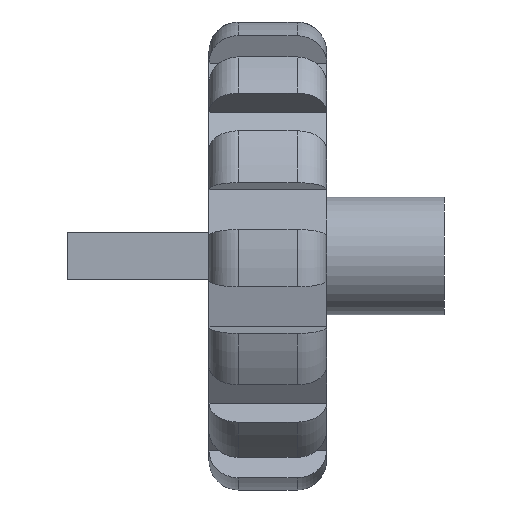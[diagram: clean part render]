
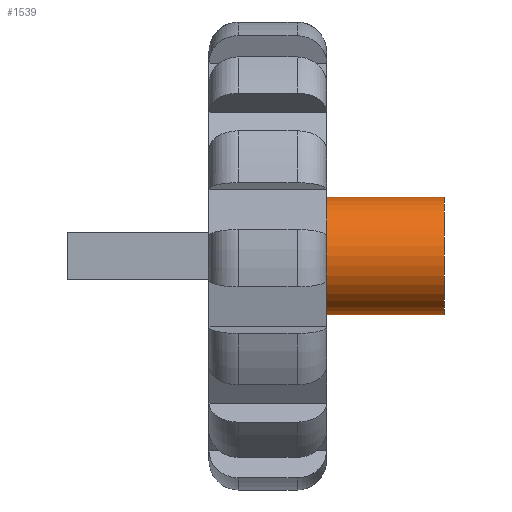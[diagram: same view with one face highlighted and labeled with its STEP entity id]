
A CAD part, left-side view. The second image highlights one B-rep face of the part: STEP entity #1539.
In plain terms, the highlighted cylindrical face has radius 1 mm (diameter 2 mm), a partial arc.
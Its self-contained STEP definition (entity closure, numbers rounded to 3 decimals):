
#9 = AXIS2_PLACEMENT_3D ( 'NONE', #1397, #2834, #3113 ) ;
#86 = CARTESIAN_POINT ( 'NONE',  ( -15.237, 0., 0.6 ) ) ;
#318 = AXIS2_PLACEMENT_3D ( 'NONE', #1786, #3076, #1845 ) ;
#438 = VERTEX_POINT ( 'NONE', #2758 ) ;
#584 = LINE ( 'NONE', #2695, #1694 ) ;
#653 = EDGE_LOOP ( 'NONE', ( #2791, #1288, #1395, #2716 ) ) ;
#685 = VECTOR ( 'NONE', #3317, 1000. ) ;
#705 = VERTEX_POINT ( 'NONE', #86 ) ;
#756 = CIRCLE ( 'NONE', #318, 1. ) ;
#790 = DIRECTION ( 'NONE',  ( 0., -1., 0. ) ) ;
#988 = EDGE_CURVE ( 'NONE', #1571, #705, #2851, .T. ) ;
#1007 = EDGE_CURVE ( 'NONE', #438, #2436, #584, .T. ) ;
#1067 = DIRECTION ( 'NONE',  ( 0., 0., -1. ) ) ;
#1170 = CARTESIAN_POINT ( 'NONE',  ( -15.237, -2., 0.6 ) ) ;
#1288 = ORIENTED_EDGE ( 'NONE', *, *, #2735, .F. ) ;
#1395 = ORIENTED_EDGE ( 'NONE', *, *, #988, .T. ) ;
#1397 = CARTESIAN_POINT ( 'NONE',  ( -15.237, -2., -0.4 ) ) ;
#1467 = CARTESIAN_POINT ( 'NONE',  ( -15.237, -2., 0.6 ) ) ;
#1539 = ADVANCED_FACE ( 'NONE', ( #3319 ), #2180, .T. ) ;
#1571 = VERTEX_POINT ( 'NONE', #1467 ) ;
#1610 = EDGE_CURVE ( 'NONE', #705, #2436, #3304, .T. ) ;
#1694 = VECTOR ( 'NONE', #2236, 1000. ) ;
#1786 = CARTESIAN_POINT ( 'NONE',  ( -15.237, -2., -0.4 ) ) ;
#1845 = DIRECTION ( 'NONE',  ( 0., 0., -1. ) ) ;
#2103 = CARTESIAN_POINT ( 'NONE',  ( -15.237, 0., -1.4 ) ) ;
#2180 = CYLINDRICAL_SURFACE ( 'NONE', #9, 1. ) ;
#2236 = DIRECTION ( 'NONE',  ( 0., 1., 0. ) ) ;
#2436 = VERTEX_POINT ( 'NONE', #2103 ) ;
#2495 = AXIS2_PLACEMENT_3D ( 'NONE', #2560, #790, #1067 ) ;
#2560 = CARTESIAN_POINT ( 'NONE',  ( -15.237, 0., -0.4 ) ) ;
#2695 = CARTESIAN_POINT ( 'NONE',  ( -15.237, -2., -1.4 ) ) ;
#2716 = ORIENTED_EDGE ( 'NONE', *, *, #1610, .T. ) ;
#2735 = EDGE_CURVE ( 'NONE', #1571, #438, #756, .T. ) ;
#2758 = CARTESIAN_POINT ( 'NONE',  ( -15.237, -2., -1.4 ) ) ;
#2791 = ORIENTED_EDGE ( 'NONE', *, *, #1007, .F. ) ;
#2834 = DIRECTION ( 'NONE',  ( 0., 1., 0. ) ) ;
#2851 = LINE ( 'NONE', #1170, #685 ) ;
#3076 = DIRECTION ( 'NONE',  ( 0., -1., 0. ) ) ;
#3113 = DIRECTION ( 'NONE',  ( 0., 0., 1. ) ) ;
#3304 = CIRCLE ( 'NONE', #2495, 1. ) ;
#3317 = DIRECTION ( 'NONE',  ( 0., 1., 0. ) ) ;
#3319 = FACE_OUTER_BOUND ( 'NONE', #653, .T. ) ;
